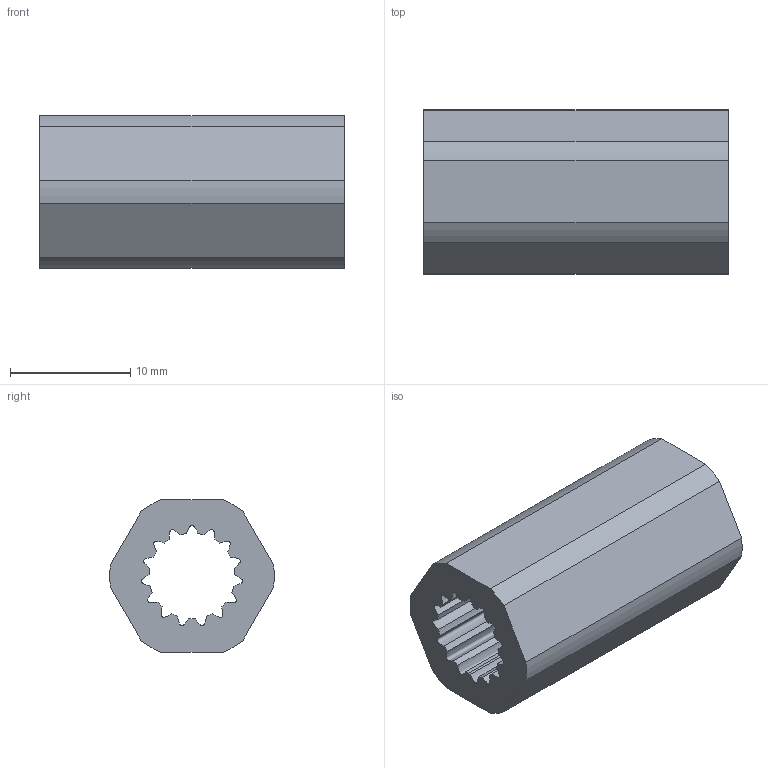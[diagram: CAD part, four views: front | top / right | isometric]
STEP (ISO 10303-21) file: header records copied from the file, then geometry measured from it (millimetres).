
FILE_DESCRIPTION (( 'STEP AP214' ), '1' );
FILE_NAME ('WCP-1118 Rev1.step', '2023-06-14T20:05:18', ( '' ), ( '' ), 'SwSTEP 2.0', 'SolidWorks 2022', '' );
FILE_SCHEMA (( 'AUTOMOTIVE_DESIGN' ));
Length unit declared in the file: inch
Products named in the file (1): WCP-1118 Rev1
Bounding box: 25.4 x 13.7 x 12.7 mm (x, y, z)
Volume: 2322.7 mm3; surface area: 2126.5 mm2
Topology: 1 solids, 1 shells, 45 faces, 129 edges, 86 vertices
Faces by surface type: cylinder 22, bspline 15, plane 8
Entity records: 2971 total; most frequent: CARTESIAN_POINT 1806, ORIENTED_EDGE 258, DIRECTION 205, EDGE_CURVE 129, VERTEX_POINT 86, AXIS2_PLACEMENT_3D 75, VECTOR 55, LINE 55
